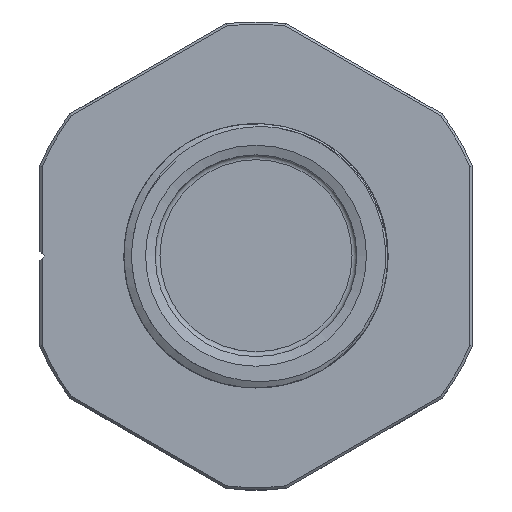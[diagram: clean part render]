
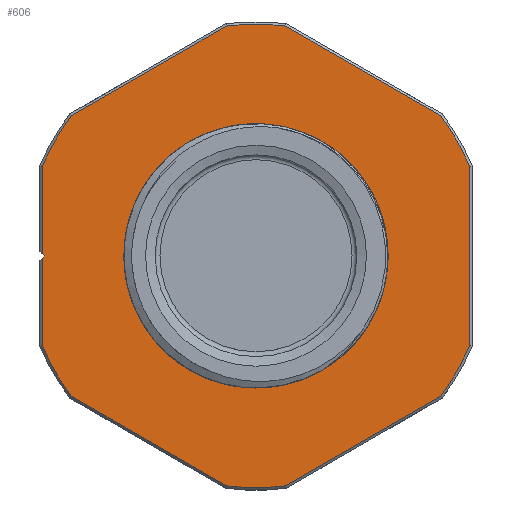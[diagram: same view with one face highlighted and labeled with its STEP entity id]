
A CAD part, top view. The second image highlights one B-rep face of the part: STEP entity #606.
In plain terms, the highlighted planar face has unit normal (0, 0, 1).
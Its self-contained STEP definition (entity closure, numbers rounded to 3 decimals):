
#21 = CARTESIAN_POINT ( 'NONE',  ( 0., 0., 4.2 ) ) ;
#22 = EDGE_CURVE ( 'NONE', #4475, #3926, #1886, .T. ) ;
#51 = VECTOR ( 'NONE', #4397, 1000. ) ;
#89 = EDGE_CURVE ( 'NONE', #1682, #4405, #3699, .T. ) ;
#116 = VERTEX_POINT ( 'NONE', #361 ) ;
#128 = ORIENTED_EDGE ( 'NONE', *, *, #5523, .T. ) ;
#131 = CARTESIAN_POINT ( 'NONE',  ( 0., 0., 4.2 ) ) ;
#142 = EDGE_CURVE ( 'NONE', #318, #304, #2399, .T. ) ;
#144 = DIRECTION ( 'NONE',  ( -1., 0., 0. ) ) ;
#251 = AXIS2_PLACEMENT_3D ( 'NONE', #1246, #3168, #5984 ) ;
#304 = VERTEX_POINT ( 'NONE', #2012 ) ;
#318 = VERTEX_POINT ( 'NONE', #2949 ) ;
#335 = VECTOR ( 'NONE', #1438, 1000. ) ;
#341 = CARTESIAN_POINT ( 'NONE',  ( 0., 0., 4.2 ) ) ;
#361 = CARTESIAN_POINT ( 'NONE',  ( -4.45, -1.865, 4.2 ) ) ;
#396 = DIRECTION ( 'NONE',  ( -1., 0., 0. ) ) ;
#449 = ORIENTED_EDGE ( 'NONE', *, *, #4136, .T. ) ;
#461 = CARTESIAN_POINT ( 'NONE',  ( -0.61, 4.786, 4.2 ) ) ;
#463 = CARTESIAN_POINT ( 'NONE',  ( -0.114, 5.073, 4.2 ) ) ;
#530 = EDGE_CURVE ( 'NONE', #4928, #318, #825, .T. ) ;
#606 = ADVANCED_FACE ( 'NONE', ( #2243, #4178 ), #1804, .F. ) ;
#662 = CARTESIAN_POINT ( 'NONE',  ( -4.5, 0.1, 4.2 ) ) ;
#769 = CIRCLE ( 'NONE', #6056, 4.825 ) ;
#825 = LINE ( 'NONE', #1273, #3252 ) ;
#858 = VECTOR ( 'NONE', #2319, 1000. ) ;
#924 = ORIENTED_EDGE ( 'NONE', *, *, #4876, .T. ) ;
#1078 = ORIENTED_EDGE ( 'NONE', *, *, #142, .T. ) ;
#1123 = DIRECTION ( 'NONE',  ( 0., 0., 1. ) ) ;
#1184 = VERTEX_POINT ( 'NONE', #5190 ) ;
#1246 = CARTESIAN_POINT ( 'NONE',  ( 0., 0., 4.2 ) ) ;
#1273 = CARTESIAN_POINT ( 'NONE',  ( -4.336, -2.635, 4.2 ) ) ;
#1304 = CARTESIAN_POINT ( 'NONE',  ( 4.336, -2.635, 4.2 ) ) ;
#1352 = CIRCLE ( 'NONE', #5755, 4.825 ) ;
#1378 = CARTESIAN_POINT ( 'NONE',  ( -4.45, -0.05, 4.2 ) ) ;
#1394 = DIRECTION ( 'NONE',  ( -1., 0., 0. ) ) ;
#1421 = EDGE_LOOP ( 'NONE', ( #5435 ) ) ;
#1438 = DIRECTION ( 'NONE',  ( -0.866, -0.5, 0. ) ) ;
#1440 = DIRECTION ( 'NONE',  ( 0.707, 0.707, 0. ) ) ;
#1444 = DIRECTION ( 'NONE',  ( 0., 0., 1. ) ) ;
#1467 = CIRCLE ( 'NONE', #251, 4.825 ) ;
#1505 = LINE ( 'NONE', #662, #4057 ) ;
#1513 = VERTEX_POINT ( 'NONE', #4008 ) ;
#1548 = ORIENTED_EDGE ( 'NONE', *, *, #2594, .T. ) ;
#1614 = EDGE_CURVE ( 'NONE', #1184, #1798, #6154, .T. ) ;
#1650 = VERTEX_POINT ( 'NONE', #5260 ) ;
#1682 = VERTEX_POINT ( 'NONE', #1378 ) ;
#1789 = LINE ( 'NONE', #4187, #858 ) ;
#1798 = VERTEX_POINT ( 'NONE', #461 ) ;
#1804 = PLANE ( 'NONE',  #4549 ) ;
#1886 = LINE ( 'NONE', #4292, #5150 ) ;
#1933 = ORIENTED_EDGE ( 'NONE', *, *, #3313, .T. ) ;
#2012 = CARTESIAN_POINT ( 'NONE',  ( 0.61, -4.786, 4.2 ) ) ;
#2043 = CARTESIAN_POINT ( 'NONE',  ( -4.45, 1.865, 4.2 ) ) ;
#2145 = ORIENTED_EDGE ( 'NONE', *, *, #5137, .T. ) ;
#2240 = CARTESIAN_POINT ( 'NONE',  ( 3.84, 2.921, 4.2 ) ) ;
#2243 = FACE_OUTER_BOUND ( 'NONE', #5495, .T. ) ;
#2306 = VERTEX_POINT ( 'NONE', #4175 ) ;
#2319 = DIRECTION ( 'NONE',  ( 0., -1., 0. ) ) ;
#2323 = CARTESIAN_POINT ( 'NONE',  ( 4.45, -1.865, 4.2 ) ) ;
#2335 = DIRECTION ( 'NONE',  ( 0., 0., 1. ) ) ;
#2399 = CIRCLE ( 'NONE', #5998, 4.825 ) ;
#2594 = EDGE_CURVE ( 'NONE', #4343, #1650, #1789, .T. ) ;
#2721 = LINE ( 'NONE', #1304, #4955 ) ;
#2769 = CIRCLE ( 'NONE', #4659, 4.825 ) ;
#2802 = DIRECTION ( 'NONE',  ( 0., 0., 1. ) ) ;
#2822 = DIRECTION ( 'NONE',  ( 0., 1., 0. ) ) ;
#2949 = CARTESIAN_POINT ( 'NONE',  ( -0.61, -4.786, 4.2 ) ) ;
#3064 = ORIENTED_EDGE ( 'NONE', *, *, #4133, .T. ) ;
#3073 = DIRECTION ( 'NONE',  ( -1., 0., 0. ) ) ;
#3161 = ORIENTED_EDGE ( 'NONE', *, *, #1614, .T. ) ;
#3168 = DIRECTION ( 'NONE',  ( 0., 0., 1. ) ) ;
#3185 = AXIS2_PLACEMENT_3D ( 'NONE', #5212, #2802, #4269 ) ;
#3252 = VECTOR ( 'NONE', #4617, 1000. ) ;
#3313 = EDGE_CURVE ( 'NONE', #3569, #4475, #769, .T. ) ;
#3327 = CARTESIAN_POINT ( 'NONE',  ( 0., 0., 4.2 ) ) ;
#3407 = LINE ( 'NONE', #3875, #51 ) ;
#3569 = VERTEX_POINT ( 'NONE', #5505 ) ;
#3699 = LINE ( 'NONE', #4661, #5994 ) ;
#3831 = EDGE_CURVE ( 'NONE', #304, #3569, #2721, .T. ) ;
#3875 = CARTESIAN_POINT ( 'NONE',  ( -4.45, 4.875, 4.2 ) ) ;
#3891 = CARTESIAN_POINT ( 'NONE',  ( -4.4, 0., 4.2 ) ) ;
#3926 = VERTEX_POINT ( 'NONE', #4277 ) ;
#3962 = ORIENTED_EDGE ( 'NONE', *, *, #89, .F. ) ;
#3998 = ORIENTED_EDGE ( 'NONE', *, *, #3831, .T. ) ;
#4008 = CARTESIAN_POINT ( 'NONE',  ( -3.84, 2.921, 4.2 ) ) ;
#4057 = VECTOR ( 'NONE', #4486, 1000. ) ;
#4133 = EDGE_CURVE ( 'NONE', #5556, #1184, #5670, .T. ) ;
#4136 = EDGE_CURVE ( 'NONE', #116, #4928, #1352, .T. ) ;
#4146 = DIRECTION ( 'NONE',  ( -1., 0., 0. ) ) ;
#4149 = DIRECTION ( 'NONE',  ( 0., 0., -1. ) ) ;
#4155 = DIRECTION ( 'NONE',  ( 0.866, 0.5, 0. ) ) ;
#4175 = CARTESIAN_POINT ( 'NONE',  ( 2.75, 0., 4.2 ) ) ;
#4178 = FACE_BOUND ( 'NONE', #1421, .T. ) ;
#4187 = CARTESIAN_POINT ( 'NONE',  ( -4.45, 4.875, 4.2 ) ) ;
#4253 = AXIS2_PLACEMENT_3D ( 'NONE', #4730, #4266, #144 ) ;
#4263 = DIRECTION ( 'NONE',  ( -0.866, 0.5, 0. ) ) ;
#4266 = DIRECTION ( 'NONE',  ( 0., 0., 1. ) ) ;
#4269 = DIRECTION ( 'NONE',  ( 1., 0., 0. ) ) ;
#4277 = CARTESIAN_POINT ( 'NONE',  ( 4.45, 1.865, 4.2 ) ) ;
#4292 = CARTESIAN_POINT ( 'NONE',  ( 4.45, 4.875, 4.2 ) ) ;
#4343 = VERTEX_POINT ( 'NONE', #2043 ) ;
#4350 = EDGE_CURVE ( 'NONE', #4405, #1650, #1505, .T. ) ;
#4397 = DIRECTION ( 'NONE',  ( 0., -1., 0. ) ) ;
#4405 = VERTEX_POINT ( 'NONE', #3891 ) ;
#4475 = VERTEX_POINT ( 'NONE', #2323 ) ;
#4486 = DIRECTION ( 'NONE',  ( -0.707, 0.707, 0. ) ) ;
#4488 = EDGE_CURVE ( 'NONE', #1798, #1513, #4755, .T. ) ;
#4549 = AXIS2_PLACEMENT_3D ( 'NONE', #5677, #4149, #1394 ) ;
#4565 = ORIENTED_EDGE ( 'NONE', *, *, #4350, .F. ) ;
#4598 = CARTESIAN_POINT ( 'NONE',  ( -3.84, -2.921, 4.2 ) ) ;
#4617 = DIRECTION ( 'NONE',  ( 0.866, -0.5, 0. ) ) ;
#4659 = AXIS2_PLACEMENT_3D ( 'NONE', #341, #2335, #4146 ) ;
#4661 = CARTESIAN_POINT ( 'NONE',  ( -4.4, 0., 4.2 ) ) ;
#4692 = DIRECTION ( 'NONE',  ( 0., 0., 1. ) ) ;
#4730 = CARTESIAN_POINT ( 'NONE',  ( 0., 0., 4.2 ) ) ;
#4755 = LINE ( 'NONE', #463, #335 ) ;
#4876 = EDGE_CURVE ( 'NONE', #1513, #4343, #1467, .T. ) ;
#4928 = VERTEX_POINT ( 'NONE', #4598 ) ;
#4955 = VECTOR ( 'NONE', #4155, 1000. ) ;
#5031 = ORIENTED_EDGE ( 'NONE', *, *, #4488, .T. ) ;
#5061 = VECTOR ( 'NONE', #4263, 1000. ) ;
#5137 = EDGE_CURVE ( 'NONE', #1682, #116, #3407, .T. ) ;
#5150 = VECTOR ( 'NONE', #2822, 1000. ) ;
#5172 = CIRCLE ( 'NONE', #3185, 2.75 ) ;
#5190 = CARTESIAN_POINT ( 'NONE',  ( 0.61, 4.786, 4.2 ) ) ;
#5212 = CARTESIAN_POINT ( 'NONE',  ( 0., 0., 4.2 ) ) ;
#5231 = DIRECTION ( 'NONE',  ( -1., 0., 0. ) ) ;
#5234 = CARTESIAN_POINT ( 'NONE',  ( 0.114, 5.073, 4.2 ) ) ;
#5260 = CARTESIAN_POINT ( 'NONE',  ( -4.45, 0.05, 4.2 ) ) ;
#5278 = ORIENTED_EDGE ( 'NONE', *, *, #22, .T. ) ;
#5435 = ORIENTED_EDGE ( 'NONE', *, *, #5608, .F. ) ;
#5495 = EDGE_LOOP ( 'NONE', ( #924, #1548, #4565, #3962, #2145, #449, #6116, #1078, #3998, #1933, #5278, #128, #3064, #3161, #5031 ) ) ;
#5505 = CARTESIAN_POINT ( 'NONE',  ( 3.84, -2.921, 4.2 ) ) ;
#5523 = EDGE_CURVE ( 'NONE', #3926, #5556, #2769, .T. ) ;
#5556 = VERTEX_POINT ( 'NONE', #2240 ) ;
#5608 = EDGE_CURVE ( 'NONE', #2306, #2306, #5172, .T. ) ;
#5670 = LINE ( 'NONE', #5234, #5061 ) ;
#5677 = CARTESIAN_POINT ( 'NONE',  ( 0., 4.875, 4.2 ) ) ;
#5755 = AXIS2_PLACEMENT_3D ( 'NONE', #21, #1444, #396 ) ;
#5984 = DIRECTION ( 'NONE',  ( -1., 0., 0. ) ) ;
#5994 = VECTOR ( 'NONE', #1440, 1000. ) ;
#5998 = AXIS2_PLACEMENT_3D ( 'NONE', #3327, #4692, #5231 ) ;
#6056 = AXIS2_PLACEMENT_3D ( 'NONE', #131, #1123, #3073 ) ;
#6116 = ORIENTED_EDGE ( 'NONE', *, *, #530, .T. ) ;
#6154 = CIRCLE ( 'NONE', #4253, 4.825 ) ;
